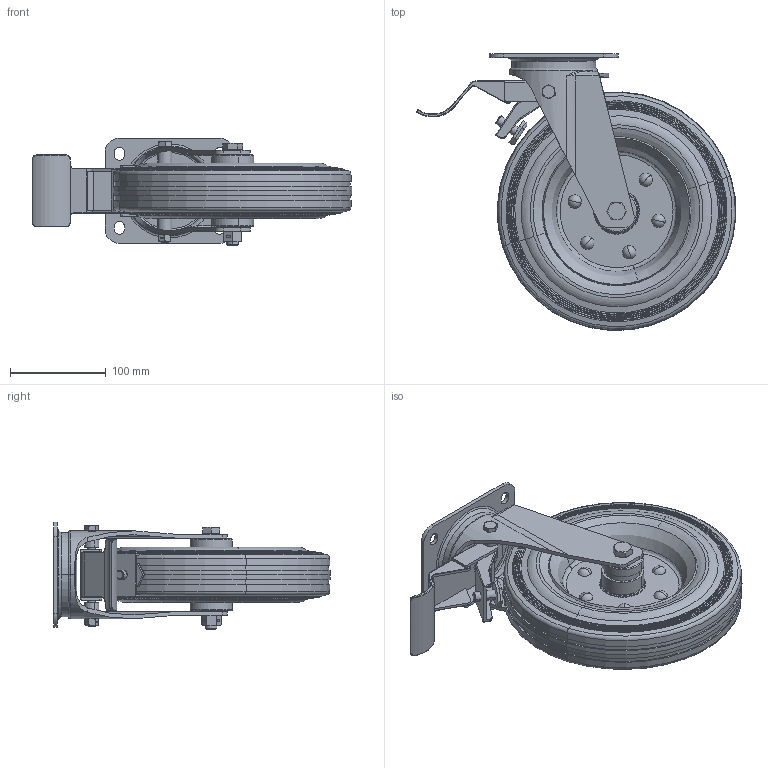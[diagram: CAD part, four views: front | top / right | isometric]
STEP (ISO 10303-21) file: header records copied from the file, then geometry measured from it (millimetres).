
FILE_DESCRIPTION (( 'STEP AP214' ), '1' );
FILE_NAME ('0030222_L-IK-SGS-250-R-3-DSV-EC_(A-01).step', '2019-01-03T12:30:40', ( '' ), ( '' ), 'SwSTEP 2.0', 'SolidWorks 2018', '' );
FILE_SCHEMA (( 'AUTOMOTIVE_DESIGN' ));
Length unit declared in the file: millimetre
Products named in the file (8): 0029214_BILOC_DIN934_M12_M12; 0030222_L-IK-SGS-250-R-3-DSV-EC_(A-01); 0014928_AR25-12x76; 0014928_AR25-12x76_Rohr; 0014926_AR25-12x61_Innenring; K0018529_IK-L-250-3-DSV; 0013264WI_SGS-250-60-75-R25-EC; 0019597_Sechskantschraube_DIN931_M12x100_M12 x 100
Assembly tree (8 placements, depth 3):
  0030222_L-IK-SGS-250-R-3-DSV-EC_(A-01)
    K0018529_IK-L-250-3-DSV
    0013264WI_SGS-250-60-75-R25-EC
    0019597_Sechskantschraube_DIN931_M12x100_M12 x 100
    0029214_BILOC_DIN934_M12_M12
    0014928_AR25-12x76
      0014928_AR25-12x76_Rohr
      0014926_AR25-12x61_Innenring  x2
Bounding box: 334.64 x 289.84 x 112.5 mm (x, y, z)
Volume: 32030 mm3; surface area: 354096.2 mm2
Topology: 5 solids, 46 shells, 606 faces, 1666 edges, 1086 vertices
Faces by surface type: plane 211, bspline 140, cylinder 126, cone 72, torus 57
Entity records: 35935 total; most frequent: CARTESIAN_POINT 19209, ORIENTED_EDGE 2900, DIRECTION 2590, EDGE_CURVE 1628, VERTEX_POINT 1078, AXIS2_PLACEMENT_3D 955, EDGE_LOOP 681, VECTOR 680
